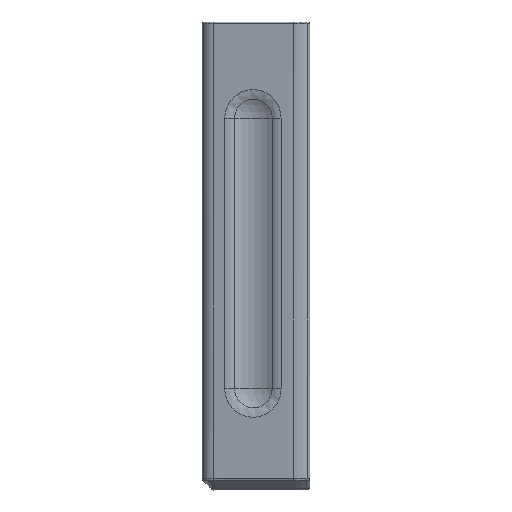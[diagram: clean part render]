
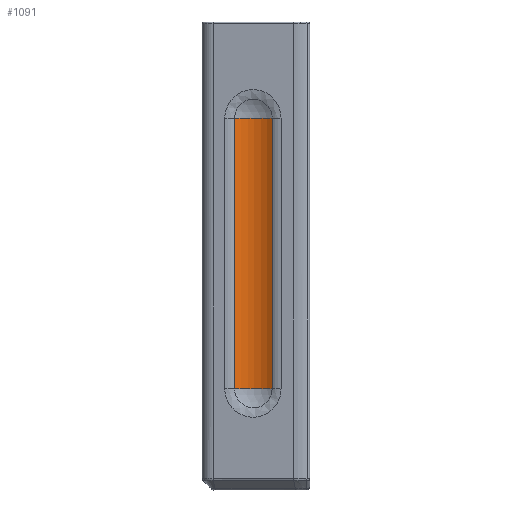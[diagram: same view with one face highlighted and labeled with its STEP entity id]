
A CAD part, top view. The second image highlights one B-rep face of the part: STEP entity #1091.
In plain terms, the highlighted cylindrical face has radius 12 mm (diameter 24 mm), a partial arc.
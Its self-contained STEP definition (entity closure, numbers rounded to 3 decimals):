
#55 = CYLINDRICAL_SURFACE('',#56,6.);
#56 = AXIS2_PLACEMENT_3D('',#57,#58,#59);
#57 = CARTESIAN_POINT('',(-8.14,-40.,25.75));
#58 = DIRECTION('',(0.,1.,0.));
#59 = DIRECTION('',(-0.201,0.,0.98));
#171 = CYLINDRICAL_SURFACE('',#172,6.);
#172 = AXIS2_PLACEMENT_3D('',#173,#174,#175);
#173 = CARTESIAN_POINT('',(8.513,40.,
    29.163));
#174 = DIRECTION('',(0.,-1.,0.));
#175 = DIRECTION('',(-0.201,0.,0.98)
  );
#387 = VERTEX_POINT('',#388);
#388 = CARTESIAN_POINT('',(-6.427,-40.,31.5));
#413 = EDGE_CURVE('',#387,#414,#416,.T.);
#414 = VERTEX_POINT('',#415);
#415 = CARTESIAN_POINT('',(-6.427,40.,
    31.5));
#416 = SURFACE_CURVE('',#417,(#421,#428),.PCURVE_S1.);
#417 = LINE('',#418,#419);
#418 = CARTESIAN_POINT('',(-6.427,-40.,31.5));
#419 = VECTOR('',#420,1.);
#420 = DIRECTION('',(0.,1.,0.));
#421 = PCURVE('',#55,#422);
#422 = DEFINITIONAL_REPRESENTATION('',(#423),#427);
#423 = LINE('',#424,#425);
#424 = CARTESIAN_POINT('',(0.492,0.));
#425 = VECTOR('',#426,1.);
#426 = DIRECTION('',(0.,1.));
#427 = ( GEOMETRIC_REPRESENTATION_CONTEXT(2) 
PARAMETRIC_REPRESENTATION_CONTEXT() REPRESENTATION_CONTEXT('2D SPACE',''
  ) );
#428 = PCURVE('',#429,#434);
#429 = CYLINDRICAL_SURFACE('',#430,12.);
#430 = AXIS2_PLACEMENT_3D('',#431,#432,#433);
#431 = CARTESIAN_POINT('',(-3.,-40.,43.));
#432 = DIRECTION('',(0.,1.,0.));
#433 = DIRECTION('',(0.,0.,1.));
#434 = DEFINITIONAL_REPRESENTATION('',(#435),#439);
#435 = LINE('',#436,#437);
#436 = CARTESIAN_POINT('',(-2.852,0.));
#437 = VECTOR('',#438,1.);
#438 = DIRECTION('',(-0.,1.));
#439 = ( GEOMETRIC_REPRESENTATION_CONTEXT(2) 
PARAMETRIC_REPRESENTATION_CONTEXT() REPRESENTATION_CONTEXT('2D SPACE',''
  ) );
#471 = VERTEX_POINT('',#472);
#472 = CARTESIAN_POINT('',(4.675,-40.,33.776));
#522 = SPHERICAL_SURFACE('',#523,12.);
#523 = AXIS2_PLACEMENT_3D('',#524,#525,#526);
#524 = CARTESIAN_POINT('',(-3.,-40.,43.));
#525 = DIRECTION('',(0.,-1.,0.));
#526 = DIRECTION('',(0.,0.,1.));
#558 = VERTEX_POINT('',#559);
#559 = CARTESIAN_POINT('',(4.675,40.,
    33.776));
#584 = SPHERICAL_SURFACE('',#585,12.);
#585 = AXIS2_PLACEMENT_3D('',#586,#587,#588);
#586 = CARTESIAN_POINT('',(-3.,40.,43.));
#587 = DIRECTION('',(0.,-1.,0.));
#588 = DIRECTION('',(0.,0.,1.));
#642 = EDGE_CURVE('',#558,#471,#643,.T.);
#643 = SURFACE_CURVE('',#644,(#648,#655),.PCURVE_S1.);
#644 = LINE('',#645,#646);
#645 = CARTESIAN_POINT('',(4.675,40.,
    33.776));
#646 = VECTOR('',#647,1.);
#647 = DIRECTION('',(0.,-1.,0.));
#648 = PCURVE('',#171,#649);
#649 = DEFINITIONAL_REPRESENTATION('',(#650),#654);
#650 = LINE('',#651,#652);
#651 = CARTESIAN_POINT('',(0.492,0.));
#652 = VECTOR('',#653,1.);
#653 = DIRECTION('',(0.,1.));
#654 = ( GEOMETRIC_REPRESENTATION_CONTEXT(2) 
PARAMETRIC_REPRESENTATION_CONTEXT() REPRESENTATION_CONTEXT('2D SPACE',''
  ) );
#655 = PCURVE('',#429,#656);
#656 = DEFINITIONAL_REPRESENTATION('',(#657),#661);
#657 = LINE('',#658,#659);
#658 = CARTESIAN_POINT('',(-3.836,80.));
#659 = VECTOR('',#660,1.);
#660 = DIRECTION('',(-0.,-1.));
#661 = ( GEOMETRIC_REPRESENTATION_CONTEXT(2) 
PARAMETRIC_REPRESENTATION_CONTEXT() REPRESENTATION_CONTEXT('2D SPACE',''
  ) );
#1091 = ADVANCED_FACE('',(#1092),#429,.F.);
#1092 = FACE_BOUND('',#1093,.T.);
#1093 = EDGE_LOOP('',(#1094,#1116,#1117,#1139));
#1094 = ORIENTED_EDGE('',*,*,#1095,.F.);
#1095 = EDGE_CURVE('',#414,#558,#1096,.T.);
#1096 = SURFACE_CURVE('',#1097,(#1102,#1109),.PCURVE_S1.);
#1097 = CIRCLE('',#1098,12.);
#1098 = AXIS2_PLACEMENT_3D('',#1099,#1100,#1101);
#1099 = CARTESIAN_POINT('',(-3.,40.,43.));
#1100 = DIRECTION('',(0.,-1.,0.));
#1101 = DIRECTION('',(0.,0.,1.));
#1102 = PCURVE('',#429,#1103);
#1103 = DEFINITIONAL_REPRESENTATION('',(#1104),#1108);
#1104 = LINE('',#1105,#1106);
#1105 = CARTESIAN_POINT('',(-0.,80.));
#1106 = VECTOR('',#1107,1.);
#1107 = DIRECTION('',(-1.,0.));
#1108 = ( GEOMETRIC_REPRESENTATION_CONTEXT(2) 
PARAMETRIC_REPRESENTATION_CONTEXT() REPRESENTATION_CONTEXT('2D SPACE',''
  ) );
#1109 = PCURVE('',#584,#1110);
#1110 = DEFINITIONAL_REPRESENTATION('',(#1111),#1115);
#1111 = LINE('',#1112,#1113);
#1112 = CARTESIAN_POINT('',(0.,0.));
#1113 = VECTOR('',#1114,1.);
#1114 = DIRECTION('',(1.,0.));
#1115 = ( GEOMETRIC_REPRESENTATION_CONTEXT(2) 
PARAMETRIC_REPRESENTATION_CONTEXT() REPRESENTATION_CONTEXT('2D SPACE',''
  ) );
#1116 = ORIENTED_EDGE('',*,*,#413,.F.);
#1117 = ORIENTED_EDGE('',*,*,#1118,.T.);
#1118 = EDGE_CURVE('',#387,#471,#1119,.T.);
#1119 = SURFACE_CURVE('',#1120,(#1125,#1132),.PCURVE_S1.);
#1120 = CIRCLE('',#1121,12.);
#1121 = AXIS2_PLACEMENT_3D('',#1122,#1123,#1124);
#1122 = CARTESIAN_POINT('',(-3.,-40.,43.));
#1123 = DIRECTION('',(0.,-1.,0.));
#1124 = DIRECTION('',(0.,0.,1.));
#1125 = PCURVE('',#429,#1126);
#1126 = DEFINITIONAL_REPRESENTATION('',(#1127),#1131);
#1127 = LINE('',#1128,#1129);
#1128 = CARTESIAN_POINT('',(-0.,0.));
#1129 = VECTOR('',#1130,1.);
#1130 = DIRECTION('',(-1.,0.));
#1131 = ( GEOMETRIC_REPRESENTATION_CONTEXT(2) 
PARAMETRIC_REPRESENTATION_CONTEXT() REPRESENTATION_CONTEXT('2D SPACE',''
  ) );
#1132 = PCURVE('',#522,#1133);
#1133 = DEFINITIONAL_REPRESENTATION('',(#1134),#1138);
#1134 = LINE('',#1135,#1136);
#1135 = CARTESIAN_POINT('',(0.,0.));
#1136 = VECTOR('',#1137,1.);
#1137 = DIRECTION('',(1.,0.));
#1138 = ( GEOMETRIC_REPRESENTATION_CONTEXT(2) 
PARAMETRIC_REPRESENTATION_CONTEXT() REPRESENTATION_CONTEXT('2D SPACE',''
  ) );
#1139 = ORIENTED_EDGE('',*,*,#642,.F.);
